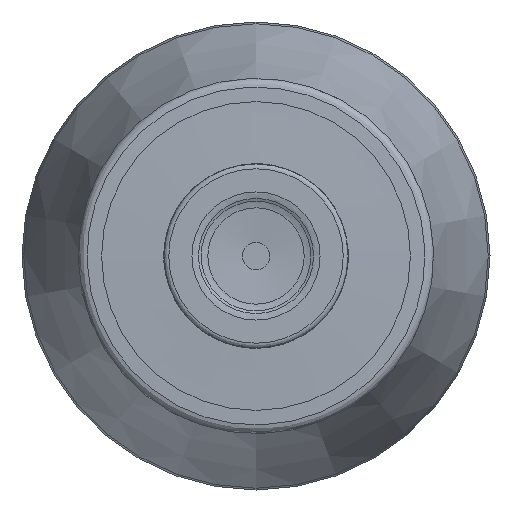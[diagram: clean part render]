
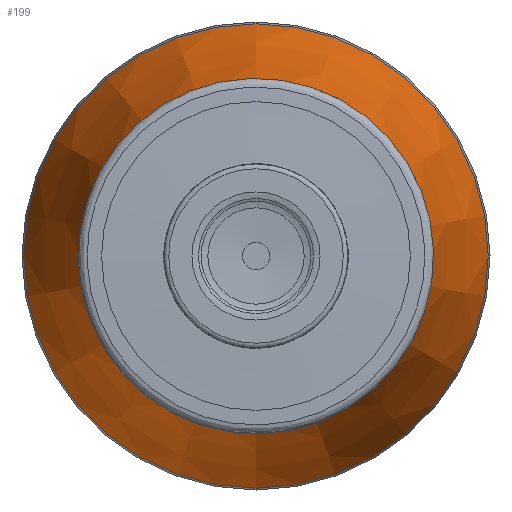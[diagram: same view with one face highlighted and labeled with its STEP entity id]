
A CAD part, left-side view. The second image highlights one B-rep face of the part: STEP entity #199.
In plain terms, the highlighted conical face has half-angle 16.557 degrees and reference radius 26.793 mm.
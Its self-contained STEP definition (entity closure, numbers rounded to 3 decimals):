
#94=CONICAL_SURFACE('',#539,26.793,16.557);
#138=FACE_BOUND('',#264,.T.);
#139=FACE_BOUND('',#265,.T.);
#199=ADVANCED_FACE('',(#138,#139),#94,.T.);
#264=EDGE_LOOP('',(#342));
#265=EDGE_LOOP('',(#343));
#342=ORIENTED_EDGE('',*,*,#445,.T.);
#343=ORIENTED_EDGE('',*,*,#444,.F.);
#405=VERTEX_POINT('',#761);
#406=VERTEX_POINT('',#764);
#444=EDGE_CURVE('',#405,#405,#483,.T.);
#445=EDGE_CURVE('',#406,#406,#484,.T.);
#483=CIRCLE('',#536,26.793);
#484=CIRCLE('',#538,20.207);
#536=AXIS2_PLACEMENT_3D('',#760,#629,#630);
#538=AXIS2_PLACEMENT_3D('',#763,#633,#634);
#539=AXIS2_PLACEMENT_3D('',#765,#635,#636);
#629=DIRECTION('',(1.,0.,0.));
#630=DIRECTION('',(0.,0.,1.));
#633=DIRECTION('',(1.,0.,0.));
#634=DIRECTION('',(0.,0.,1.));
#635=DIRECTION('',(1.,0.,0.));
#636=DIRECTION('',(0.,0.,-1.));
#760=CARTESIAN_POINT('',(150.575,0.,0.));
#761=CARTESIAN_POINT('',(150.575,0.,26.793));
#763=CARTESIAN_POINT('',(128.425,0.,0.));
#764=CARTESIAN_POINT('',(128.425,0.,20.207));
#765=CARTESIAN_POINT('',(150.575,0.,0.));
